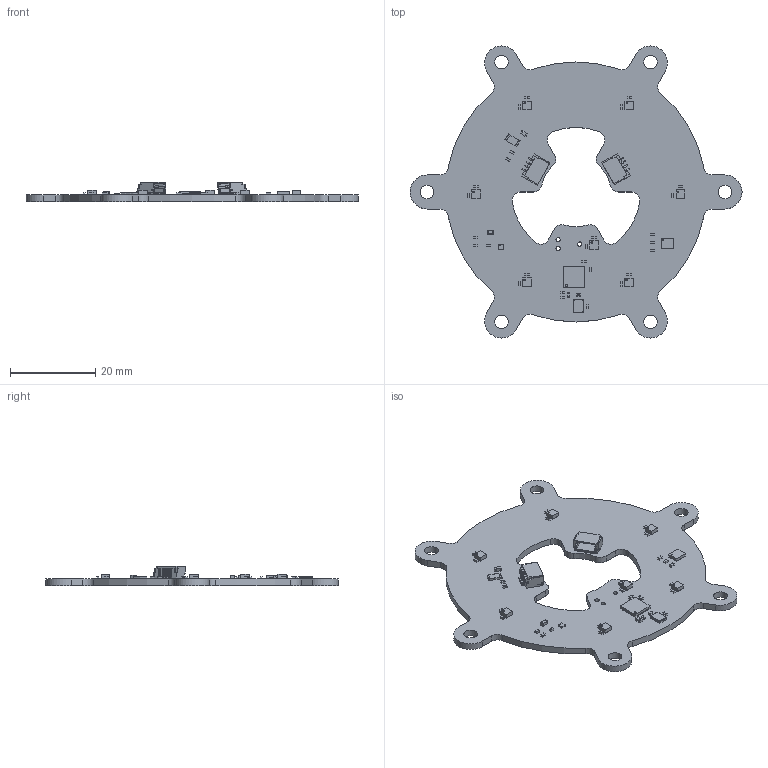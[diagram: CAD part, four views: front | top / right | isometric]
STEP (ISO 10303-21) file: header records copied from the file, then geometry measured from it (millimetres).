
FILE_DESCRIPTION(('KiCad electronic assembly'),'2;1');
FILE_NAME('sense-ring.step','2024-12-03T17:08:53',('Pcbnew'),('Kicad'), 'Open CASCADE STEP processor 7.6','KiCad to STEP converter','Unknown' );
FILE_SCHEMA(('AUTOMOTIVE_DESIGN { 1 0 10303 214 1 1 1 1 }'));
Length unit declared in the file: millimetre
Products named in the file (22): sense-ring 1; SM04B-SRSS-TB; SM04B-SRSS-TB(LF)(SN); LGA-14_3x2.5mm_P0.5mm_LayoutBorder3x4y; LGA_14_3x25mm_P05mm_LayoutBorder3x4y; R_1206_3216Metric; C_0402_1005Metric; Crystal_SMD_3225-4Pin_3.2x2.5mm; LGA-12_2x2mm_P0.5mm; LGA_12_2x2mm_P05mm; C_0603_1608Metric; DFN-6-1EP_1.2x1.2mm_P0.4mm_EP0.3x0.94mm; DFN_6_1EP_12x12mm_P04mm_EP03x094mm; QFN-32-1EP_5x5mm_P0.5mm_EP3.45x3.45mm; QFN-32-1EP_5x5mm_Pitch0.5mm; R_0402_1005Metric; sense-ring_PCB
Assembly tree (56 placements, depth 3):
  sense-ring 1
    SM04B-SRSS-TB  x2
      SM04B-SRSS-TB(LF)(SN)
    LGA-14_3x2.5mm_P0.5mm_LayoutBorder3x4y
      LGA_14_3x25mm_P05mm_LayoutBorder3x4y
    R_1206_3216Metric
      R_1206_3216Metric
    C_0402_1005Metric  x28
      C_0402_1005Metric
    Crystal_SMD_3225-4Pin_3.2x2.5mm
      Crystal_SMD_3225-4Pin_3.2x2.5mm
    LGA-12_2x2mm_P0.5mm  x7
      LGA_12_2x2mm_P05mm
    C_0603_1608Metric  x2
      C_0603_1608Metric
    DFN-6-1EP_1.2x1.2mm_P0.4mm_EP0.3x0.94mm
      DFN_6_1EP_12x12mm_P04mm_EP03x094mm
    QFN-32-1EP_5x5mm_P0.5mm_EP3.45x3.45mm
      QFN-32-1EP_5x5mm_Pitch0.5mm
    R_0402_1005Metric
      R_0402_1005Metric
    sense-ring_PCB
Bounding box: 78 x 68.62 x 4.61 mm (x, y, z)
Volume: 4621.2 mm3; surface area: 7012.6 mm2
Topology: 58 solids, 58 shells, 2271 faces, 5939 edges, 3950 vertices
Faces by surface type: plane 1710, cylinder 561
Full cylindrical faces by diameter (mm): 0.2 x2, 0.35 x7, 0.5 x1, 0.991 x3, 3.2 x6
Entity records: 31199 total; most frequent: CARTESIAN_POINT 4776, ORIENTED_EDGE 4650, DIRECTION 4497, EDGE_CURVE 2325, LINE 1967, VECTOR 1967, VERTEX_POINT 1544, AXIS2_PLACEMENT_3D 1265
